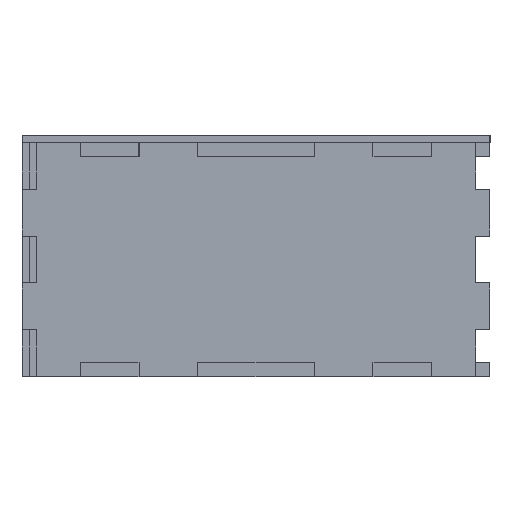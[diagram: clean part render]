
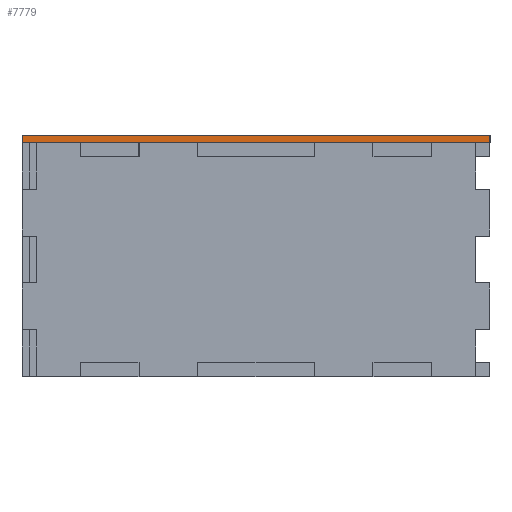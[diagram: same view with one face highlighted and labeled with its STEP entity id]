
A CAD part, left-side view. The second image highlights one B-rep face of the part: STEP entity #7779.
In plain terms, the highlighted planar face has unit normal (-1, 0, 0).
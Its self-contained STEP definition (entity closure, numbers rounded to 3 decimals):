
#297=FACE_OUTER_BOUND('',#713,.T.);
#713=EDGE_LOOP('',(#5623,#5624,#5625,#5626));
#1303=LINE('',#11177,#2375);
#1304=LINE('',#11179,#2376);
#1305=LINE('',#11181,#2377);
#1306=LINE('',#11182,#2378);
#2375=VECTOR('',#9141,10.);
#2376=VECTOR('',#9142,10.);
#2377=VECTOR('',#9143,10.);
#2378=VECTOR('',#9144,10.);
#3385=VERTEX_POINT('',#11175);
#3386=VERTEX_POINT('',#11176);
#3387=VERTEX_POINT('',#11178);
#3388=VERTEX_POINT('',#11180);
#4243=EDGE_CURVE('',#3385,#3386,#1303,.T.);
#4244=EDGE_CURVE('',#3385,#3387,#1304,.T.);
#4245=EDGE_CURVE('',#3388,#3387,#1305,.T.);
#4246=EDGE_CURVE('',#3386,#3388,#1306,.T.);
#5623=ORIENTED_EDGE('',*,*,#4243,.F.);
#5624=ORIENTED_EDGE('',*,*,#4244,.T.);
#5625=ORIENTED_EDGE('',*,*,#4245,.F.);
#5626=ORIENTED_EDGE('',*,*,#4246,.F.);
#7395=PLANE('',#8257);
#7779=ADVANCED_FACE('',(#297),#7395,.T.);
#8257=AXIS2_PLACEMENT_3D('',#11174,#9139,#9140);
#9139=DIRECTION('center_axis',(-1.,0.,0.));
#9140=DIRECTION('ref_axis',(0.,-1.,0.));
#9141=DIRECTION('',(0.,1.,0.));
#9142=DIRECTION('',(0.,0.,1.));
#9143=DIRECTION('',(0.,-1.,0.));
#9144=DIRECTION('',(0.,0.,1.));
#11174=CARTESIAN_POINT('Origin',(-151.227,158.689,73.108));
#11175=CARTESIAN_POINT('',(-151.227,-41.311,73.108));
#11176=CARTESIAN_POINT('',(-151.227,158.689,73.108));
#11177=CARTESIAN_POINT('',(-151.227,-41.311,73.108));
#11178=CARTESIAN_POINT('',(-151.227,-41.311,76.108));
#11179=CARTESIAN_POINT('',(-151.227,-41.311,73.108));
#11180=CARTESIAN_POINT('',(-151.227,158.689,76.108));
#11181=CARTESIAN_POINT('',(-151.227,-41.311,76.108));
#11182=CARTESIAN_POINT('',(-151.227,158.689,73.108));
